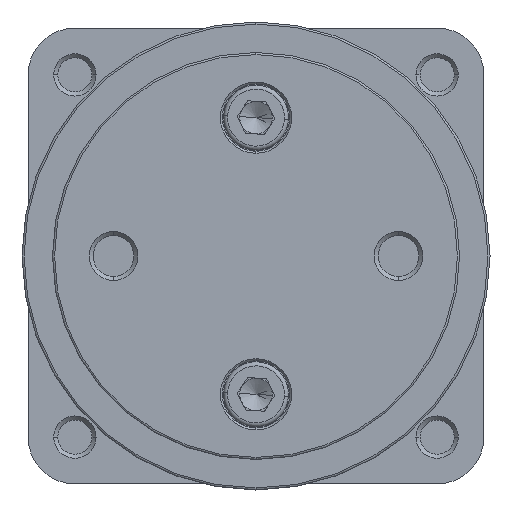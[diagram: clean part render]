
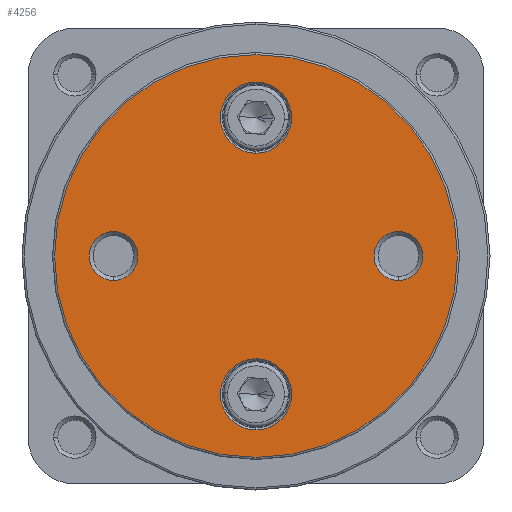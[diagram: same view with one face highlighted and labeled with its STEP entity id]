
A CAD part, left-side view. The second image highlights one B-rep face of the part: STEP entity #4256.
In plain terms, the highlighted planar face has unit normal (-1, 0, 0).
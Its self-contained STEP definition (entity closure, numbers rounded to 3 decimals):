
#739 = EDGE_CURVE ( 'NONE', #3088, #3085, #1868, .T. ) ;
#740 = EDGE_CURVE ( 'NONE', #3045, #3062, #1869, .T. ) ;
#746 = EDGE_CURVE ( 'NONE', #3053, #3083, #1877, .T. ) ;
#775 = EDGE_CURVE ( 'NONE', #2818, #2817, #1921, .T. ) ;
#779 = EDGE_CURVE ( 'NONE', #2822, #2821, #1927, .T. ) ;
#821 = EDGE_CURVE ( 'NONE', #2821, #2822, #1991, .T. ) ;
#827 = EDGE_CURVE ( 'NONE', #2817, #2818, #1997, .T. ) ;
#828 = EDGE_CURVE ( 'NONE', #3062, #3045, #1998, .T. ) ;
#832 = EDGE_CURVE ( 'NONE', #3085, #3088, #2002, .T. ) ;
#833 = EDGE_CURVE ( 'NONE', #3083, #3053, #2003, .T. ) ;
#1125 = ORIENTED_EDGE ( 'NONE', *, *, #827, .T. ) ;
#1126 = ORIENTED_EDGE ( 'NONE', *, *, #775, .T. ) ;
#1127 = ORIENTED_EDGE ( 'NONE', *, *, #821, .T. ) ;
#1128 = ORIENTED_EDGE ( 'NONE', *, *, #779, .T. ) ;
#1129 = ORIENTED_EDGE ( 'NONE', *, *, #828, .T. ) ;
#1130 = ORIENTED_EDGE ( 'NONE', *, *, #740, .T. ) ;
#1131 = ORIENTED_EDGE ( 'NONE', *, *, #833, .T. ) ;
#1132 = ORIENTED_EDGE ( 'NONE', *, *, #746, .T. ) ;
#1133 = ORIENTED_EDGE ( 'NONE', *, *, #739, .T. ) ;
#1134 = ORIENTED_EDGE ( 'NONE', *, *, #832, .T. ) ;
#1399 = EDGE_LOOP ( 'NONE', ( #1130, #1129 ) ) ;
#1417 = EDGE_LOOP ( 'NONE', ( #1132, #1131 ) ) ;
#1421 = EDGE_LOOP ( 'NONE', ( #1134, #1133 ) ) ;
#1423 = EDGE_LOOP ( 'NONE', ( #1126, #1125 ) ) ;
#1481 = EDGE_LOOP ( 'NONE', ( #1128, #1127 ) ) ;
#1868 = CIRCLE ( 'NONE', #6562, 49.5 ) ;
#1869 = CIRCLE ( 'NONE', #6563, 8.75 ) ;
#1877 = CIRCLE ( 'NONE', #6574, 8.75 ) ;
#1921 = CIRCLE ( 'NONE', #6600, 6. ) ;
#1927 = CIRCLE ( 'NONE', #6603, 6. ) ;
#1991 = CIRCLE ( 'NONE', #6634, 6. ) ;
#1997 = CIRCLE ( 'NONE', #6647, 6. ) ;
#1998 = CIRCLE ( 'NONE', #6650, 8.75 ) ;
#2002 = CIRCLE ( 'NONE', #6657, 49.5 ) ;
#2003 = CIRCLE ( 'NONE', #6659, 8.75 ) ;
#2817 = VERTEX_POINT ( 'NONE', #4599 ) ;
#2818 = VERTEX_POINT ( 'NONE', #4600 ) ;
#2821 = VERTEX_POINT ( 'NONE', #4603 ) ;
#2822 = VERTEX_POINT ( 'NONE', #4604 ) ;
#3045 = VERTEX_POINT ( 'NONE', #4827 ) ;
#3053 = VERTEX_POINT ( 'NONE', #4835 ) ;
#3062 = VERTEX_POINT ( 'NONE', #4844 ) ;
#3083 = VERTEX_POINT ( 'NONE', #4865 ) ;
#3085 = VERTEX_POINT ( 'NONE', #4867 ) ;
#3088 = VERTEX_POINT ( 'NONE', #4870 ) ;
#3678 = CARTESIAN_POINT ( 'NONE',  ( 0., 0., 0. ) ) ;
#3679 = DIRECTION ( 'NONE',  ( -1., 0., 0. ) ) ;
#3680 = DIRECTION ( 'NONE',  ( 0., 0., -1. ) ) ;
#3681 = CARTESIAN_POINT ( 'NONE',  ( 0., 0., 34. ) ) ;
#3682 = DIRECTION ( 'NONE',  ( 1., 0., 0. ) ) ;
#3683 = DIRECTION ( 'NONE',  ( 0., 0., -1. ) ) ;
#3698 = CARTESIAN_POINT ( 'NONE',  ( 0., 0., -34. ) ) ;
#3699 = DIRECTION ( 'NONE',  ( 1., 0., 0. ) ) ;
#3700 = DIRECTION ( 'NONE',  ( 0., 0., -1. ) ) ;
#3770 = CARTESIAN_POINT ( 'NONE',  ( 0., 35., 0. ) ) ;
#3771 = DIRECTION ( 'NONE',  ( 1., 0., 0. ) ) ;
#3772 = DIRECTION ( 'NONE',  ( 0., 0., -1. ) ) ;
#3780 = CARTESIAN_POINT ( 'NONE',  ( 0., -35., 0. ) ) ;
#3781 = DIRECTION ( 'NONE',  ( 1., 0., 0. ) ) ;
#3782 = DIRECTION ( 'NONE',  ( 0., 0., -1. ) ) ;
#3875 = CARTESIAN_POINT ( 'NONE',  ( 0., -35., 0. ) ) ;
#3882 = DIRECTION ( 'NONE',  ( 1., 0., 0. ) ) ;
#3883 = DIRECTION ( 'NONE',  ( 0., 0., -1. ) ) ;
#3893 = CARTESIAN_POINT ( 'NONE',  ( 0., 35., 0. ) ) ;
#3896 = CARTESIAN_POINT ( 'NONE',  ( 0., 0., 34. ) ) ;
#3900 = DIRECTION ( 'NONE',  ( 1., 0., 0. ) ) ;
#3901 = DIRECTION ( 'NONE',  ( 0., 0., -1. ) ) ;
#3903 = DIRECTION ( 'NONE',  ( 1., 0., 0. ) ) ;
#3904 = DIRECTION ( 'NONE',  ( 0., 0., -1. ) ) ;
#3908 = CARTESIAN_POINT ( 'NONE',  ( 0., 0., 0. ) ) ;
#3911 = CARTESIAN_POINT ( 'NONE',  ( 0., 0., -34. ) ) ;
#3915 = DIRECTION ( 'NONE',  ( -1., 0., 0. ) ) ;
#3916 = DIRECTION ( 'NONE',  ( 0., 0., -1. ) ) ;
#3918 = DIRECTION ( 'NONE',  ( 1., 0., 0. ) ) ;
#3919 = DIRECTION ( 'NONE',  ( 0., 0., -1. ) ) ;
#4256 = ADVANCED_FACE ( 'NONE', ( #6406, #6415, #6419, #6423, #6412 ), #7757, .F. ) ;
#4599 = CARTESIAN_POINT ( 'NONE',  ( 0., 35., -6. ) ) ;
#4600 = CARTESIAN_POINT ( 'NONE',  ( 0., 35., 6. ) ) ;
#4603 = CARTESIAN_POINT ( 'NONE',  ( 0., -35., -6. ) ) ;
#4604 = CARTESIAN_POINT ( 'NONE',  ( 0., -35., 6. ) ) ;
#4827 = CARTESIAN_POINT ( 'NONE',  ( 0., 0., 42.75 ) ) ;
#4835 = CARTESIAN_POINT ( 'NONE',  ( 0., 0., -25.25 ) ) ;
#4844 = CARTESIAN_POINT ( 'NONE',  ( 0., 0., 25.25 ) ) ;
#4865 = CARTESIAN_POINT ( 'NONE',  ( 0., 0., -42.75 ) ) ;
#4867 = CARTESIAN_POINT ( 'NONE',  ( 0., 0., -49.5 ) ) ;
#4870 = CARTESIAN_POINT ( 'NONE',  ( 0., 0., 49.5 ) ) ;
#6406 = FACE_OUTER_BOUND ( 'NONE', #1421, .T. ) ;
#6412 = FACE_BOUND ( 'NONE', #1423, .T. ) ;
#6415 = FACE_BOUND ( 'NONE', #1417, .T. ) ;
#6419 = FACE_BOUND ( 'NONE', #1399, .T. ) ;
#6423 = FACE_BOUND ( 'NONE', #1481, .T. ) ;
#6562 = AXIS2_PLACEMENT_3D ( 'NONE', #3678, #3679, #3680 ) ;
#6563 = AXIS2_PLACEMENT_3D ( 'NONE', #3681, #3682, #3683 ) ;
#6574 = AXIS2_PLACEMENT_3D ( 'NONE', #3698, #3699, #3700 ) ;
#6600 = AXIS2_PLACEMENT_3D ( 'NONE', #3770, #3771, #3772 ) ;
#6603 = AXIS2_PLACEMENT_3D ( 'NONE', #3780, #3781, #3782 ) ;
#6634 = AXIS2_PLACEMENT_3D ( 'NONE', #3875, #3882, #3883 ) ;
#6647 = AXIS2_PLACEMENT_3D ( 'NONE', #3893, #3900, #3901 ) ;
#6650 = AXIS2_PLACEMENT_3D ( 'NONE', #3896, #3903, #3904 ) ;
#6657 = AXIS2_PLACEMENT_3D ( 'NONE', #3908, #3915, #3916 ) ;
#6659 = AXIS2_PLACEMENT_3D ( 'NONE', #3911, #3918, #3919 ) ;
#7450 = AXIS2_PLACEMENT_3D ( 'NONE', #7734, #7760, #7761 ) ;
#7734 = CARTESIAN_POINT ( 'NONE',  ( 0., 0., 0. ) ) ;
#7757 = PLANE ( 'NONE',  #7450 ) ;
#7760 = DIRECTION ( 'NONE',  ( 1., 0., 0. ) ) ;
#7761 = DIRECTION ( 'NONE',  ( 0., 0., -1. ) ) ;
